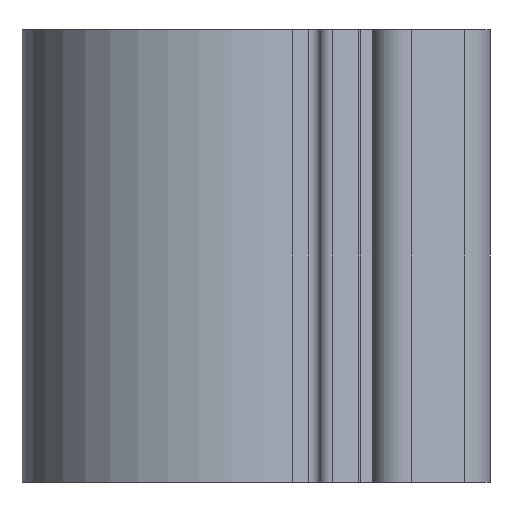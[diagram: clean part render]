
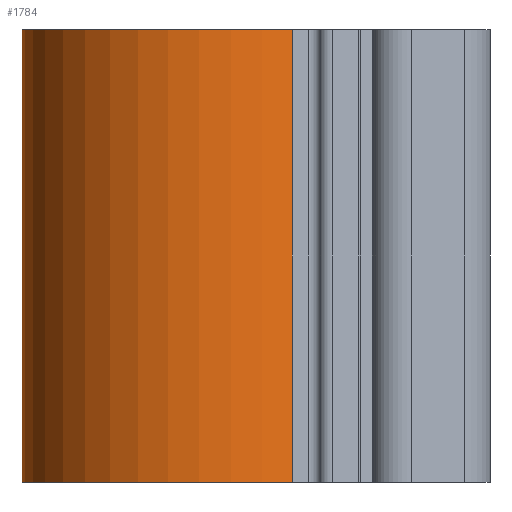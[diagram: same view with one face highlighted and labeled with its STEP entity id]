
A CAD part, left-side view. The second image highlights one B-rep face of the part: STEP entity #1784.
In plain terms, the highlighted cylindrical face has radius 10.5 mm (diameter 21 mm), a partial arc.
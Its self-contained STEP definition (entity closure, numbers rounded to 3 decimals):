
#33 = LINE ( 'NONE', #1491, #1121 ) ;
#64 = VERTEX_POINT ( 'NONE', #1808 ) ;
#72 = FACE_OUTER_BOUND ( 'NONE', #1537, .T. ) ;
#135 = CARTESIAN_POINT ( 'NONE',  ( -19.967, 2.363, -12.5 ) ) ;
#189 = LINE ( 'NONE', #828, #1560 ) ;
#205 = AXIS2_PLACEMENT_3D ( 'NONE', #1961, #1644, #1836 ) ;
#237 = CIRCLE ( 'NONE', #1726, 10.5 ) ;
#249 = DIRECTION ( 'NONE',  ( 0., 1., 0. ) ) ;
#270 = CIRCLE ( 'NONE', #1419, 10.5 ) ;
#277 = EDGE_CURVE ( 'NONE', #64, #527, #189, .T. ) ;
#527 = VERTEX_POINT ( 'NONE', #135 ) ;
#560 = VERTEX_POINT ( 'NONE', #613 ) ;
#562 = DIRECTION ( 'NONE',  ( 0., 1., 0. ) ) ;
#581 = EDGE_CURVE ( 'NONE', #1542, #560, #33, .T. ) ;
#585 = CARTESIAN_POINT ( 'NONE',  ( -10.451, 17.3, 12.5 ) ) ;
#613 = CARTESIAN_POINT ( 'NONE',  ( -10.451, 17.3, -12.5 ) ) ;
#684 = CYLINDRICAL_SURFACE ( 'NONE', #205, 10.5 ) ;
#740 = ORIENTED_EDGE ( 'NONE', *, *, #1474, .F. ) ;
#828 = CARTESIAN_POINT ( 'NONE',  ( -19.967, 2.363, 12.5 ) ) ;
#993 = DIRECTION ( 'NONE',  ( 0., 0., -1. ) ) ;
#1121 = VECTOR ( 'NONE', #993, 1000. ) ;
#1254 = CARTESIAN_POINT ( 'NONE',  ( -10.451, 6.8, -12.5 ) ) ;
#1410 = DIRECTION ( 'NONE',  ( 0., 0., 1. ) ) ;
#1419 = AXIS2_PLACEMENT_3D ( 'NONE', #1254, #1559, #562 ) ;
#1474 = EDGE_CURVE ( 'NONE', #1542, #64, #237, .T. ) ;
#1477 = ORIENTED_EDGE ( 'NONE', *, *, #581, .T. ) ;
#1488 = DIRECTION ( 'NONE',  ( 0., 0., -1. ) ) ;
#1491 = CARTESIAN_POINT ( 'NONE',  ( -10.451, 17.3, 12.5 ) ) ;
#1504 = EDGE_CURVE ( 'NONE', #560, #527, #270, .T. ) ;
#1537 = EDGE_LOOP ( 'NONE', ( #1633, #1820, #740, #1477 ) ) ;
#1542 = VERTEX_POINT ( 'NONE', #585 ) ;
#1559 = DIRECTION ( 'NONE',  ( 0., 0., 1. ) ) ;
#1560 = VECTOR ( 'NONE', #1488, 1000. ) ;
#1633 = ORIENTED_EDGE ( 'NONE', *, *, #1504, .T. ) ;
#1644 = DIRECTION ( 'NONE',  ( 0., 0., 1. ) ) ;
#1726 = AXIS2_PLACEMENT_3D ( 'NONE', #2017, #1410, #249 ) ;
#1784 = ADVANCED_FACE ( 'NONE', ( #72 ), #684, .T. ) ;
#1808 = CARTESIAN_POINT ( 'NONE',  ( -19.967, 2.363, 12.5 ) ) ;
#1820 = ORIENTED_EDGE ( 'NONE', *, *, #277, .F. ) ;
#1836 = DIRECTION ( 'NONE',  ( 0., 1., 0. ) ) ;
#1961 = CARTESIAN_POINT ( 'NONE',  ( -10.451, 6.8, 12.5 ) ) ;
#2017 = CARTESIAN_POINT ( 'NONE',  ( -10.451, 6.8, 12.5 ) ) ;
